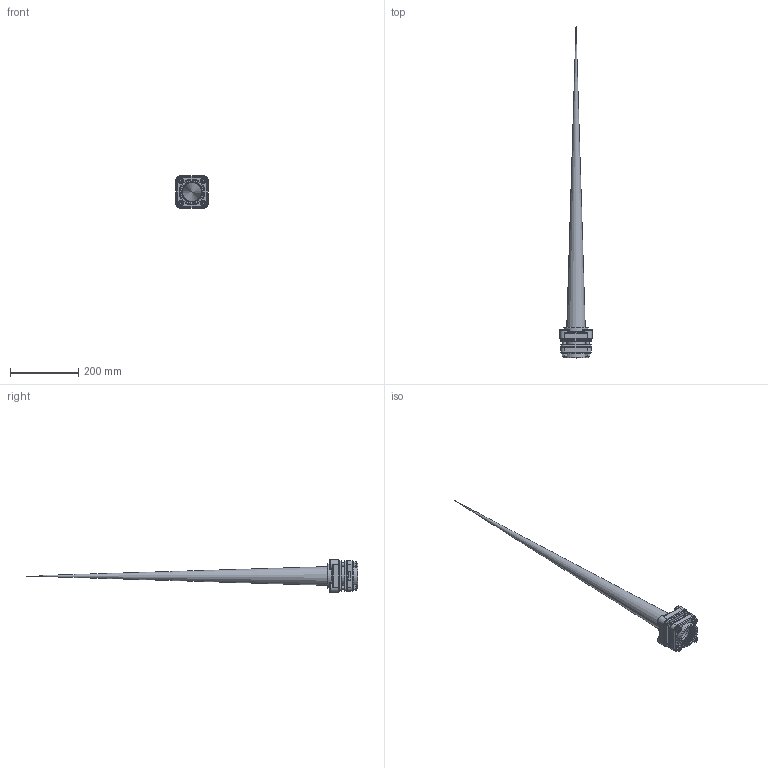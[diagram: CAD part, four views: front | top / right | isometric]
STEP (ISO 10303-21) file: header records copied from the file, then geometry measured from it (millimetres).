
FILE_DESCRIPTION(/* description */ ('2" X 2" NPT BOLTED FLANGE, EPDM'),/* implementation_level */ '2;1');
FILE_NAME(/* name */ 'BF200.stp',/* time_stamp */ '2019-11-16T15:07:04-05:00',/* author */ ('DMK'),/* organization */ ('BANJO'),/* preprocessor_version */ 'ST-DEVELOPER v17.2',/* originating_system */ 'Autodesk Inventor 2019',/* authorisation */ '');
FILE_SCHEMA (('AUTOMOTIVE_DESIGN { 1 0 10303 214 3 1 1 }'));
Length unit declared in the file: inch
Products named in the file (9): BF200; V20019; BF201A; V20156; BF304A; BF206; BF200GE; V20018; VL1004
Assembly tree (21 placements, depth 2):
  BF200
    V20019  x4
    BF201A
    V20156
    BF304A  x4
    BF200GE  x2
    BF206  x4
    V20018  x4
    VL1004
Bounding box: 96.07 x 974.14 x 96.07 mm (x, y, z)
Volume: 365802.5 mm3; surface area: 296472.8 mm2
Topology: 21 solids, 21 shells, 1128 faces, 2910 edges, 1841 vertices
Faces by surface type: cylinder 346, plane 319, cone 310, bspline 78, torus 71, sphere 4
Full cylindrical faces by diameter (mm): 8.236 x60, 9.525 x60, 9.652 x4, 10.312 x4, 10.414 x8, 18.161 x4, 18.847 x8, 19.05 x4, 57.15 x2, 72.898 x2
Entity records: 25560 total; most frequent: CARTESIAN_POINT 11400, ORIENTED_EDGE 2980, DIRECTION 2733, EDGE_CURVE 1490, AXIS2_PLACEMENT_3D 1031, VERTEX_POINT 948, LINE 671, VECTOR 671
